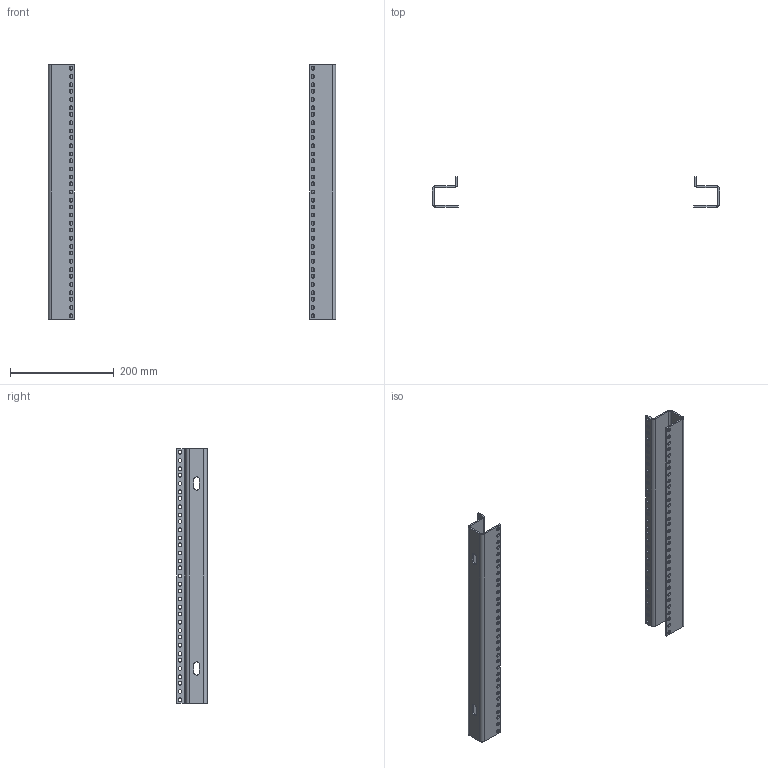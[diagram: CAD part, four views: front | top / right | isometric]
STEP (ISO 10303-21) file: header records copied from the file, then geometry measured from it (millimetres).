
FILE_DESCRIPTION (( 'STEP AP203' ), '1' );
FILE_NAME ('SCE-60RA19WS.step', '2021-02-09T17:36:57', ( 'ADC123' ), ( 'Microsoft' ), 'SwSTEP 2.0', 'SolidWorks 2019', '' );
FILE_SCHEMA (( 'CONFIG_CONTROL_DESIGN' ));
Length unit declared in the file: inch
Products named in the file (1): SCE-60RA19WS
Bounding box: 552.46 x 58.72 x 488.95 mm (x, y, z)
Volume: 429155.5 mm3; surface area: 288584.6 mm2
Topology: 2 solids, 2 shells, 184 faces, 540 edges, 360 vertices
Faces by surface type: cylinder 152, plane 32
Full cylindrical faces by diameter (mm): 7.137 x132
Entity records: 6249 total; most frequent: DIRECTION 1082, CARTESIAN_POINT 953, ORIENTED_EDGE 816, EDGE_LOOP 588, AXIS2_PLACEMENT_3D 489, EDGE_CURVE 408, VERTEX_POINT 360, FACE_OUTER_BOUND 316
